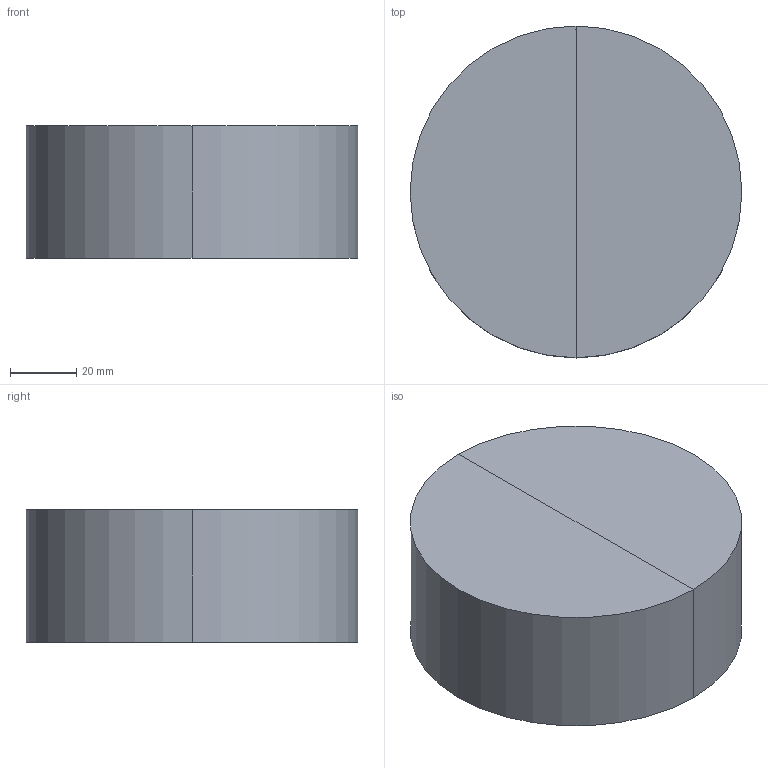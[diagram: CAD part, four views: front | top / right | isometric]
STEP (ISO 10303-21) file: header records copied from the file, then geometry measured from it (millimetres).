
FILE_DESCRIPTION (( 'STEP AP214' ), '1' );
FILE_NAME ('Came v2.STEP', '2017-01-09T14:50:00', ( '' ), ( '' ), 'SwSTEP 2.0', 'SolidWorks 2016', '' );
FILE_SCHEMA (( 'AUTOMOTIVE_DESIGN' ));
Length unit declared in the file: millimetre
Products named in the file (1): Came v2
Bounding box: 100 x 100 x 40 mm (x, y, z)
Volume: 277027 mm3; surface area: 43168.5 mm2
Topology: 2 solids, 2 shells, 20 faces, 48 edges, 32 vertices
Faces by surface type: cylinder 9, plane 8, bspline 3
Entity records: 1239 total; most frequent: CARTESIAN_POINT 748, ORIENTED_EDGE 96, DIRECTION 83, EDGE_CURVE 48, VERTEX_POINT 32, AXIS2_PLACEMENT_3D 30, VECTOR 23, LINE 23
